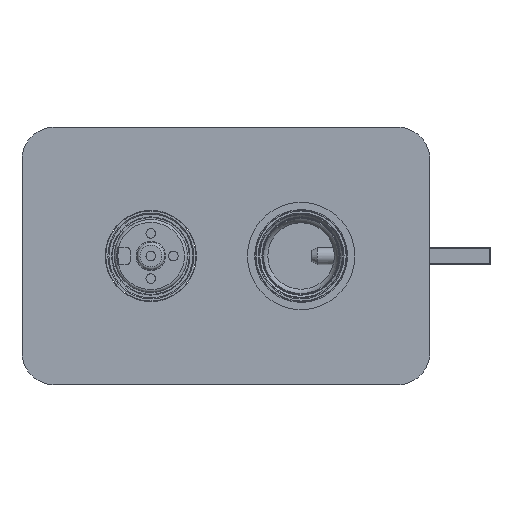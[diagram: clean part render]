
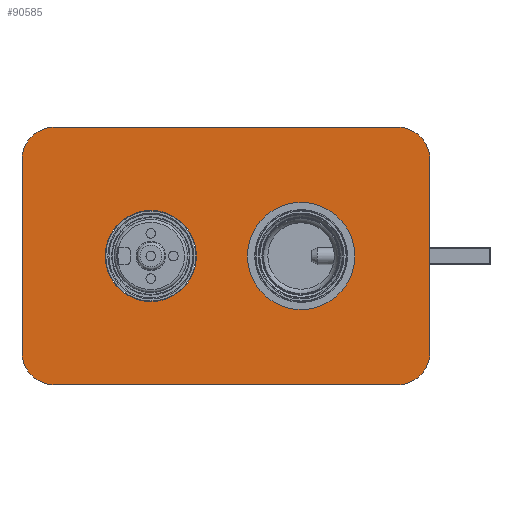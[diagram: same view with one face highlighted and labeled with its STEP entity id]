
A CAD part, left-side view. The second image highlights one B-rep face of the part: STEP entity #90585.
In plain terms, the highlighted planar face has unit normal (-1, 0, 0).
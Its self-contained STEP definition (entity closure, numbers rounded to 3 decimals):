
#671 = EDGE_CURVE ( 'NONE', #41831, #85953, #63111, .T. ) ;
#1468 = CIRCLE ( 'NONE', #107741, 21.25 ) ;
#1976 = DIRECTION ( 'NONE',  ( 0., 0., 1. ) ) ;
#2486 = CARTESIAN_POINT ( 'NONE',  ( 18.5, -60., -60. ) ) ;
#3150 = PLANE ( 'NONE',  #105952 ) ;
#6863 = EDGE_CURVE ( 'NONE', #73033, #52236, #72883, .T. ) ;
#7043 = CARTESIAN_POINT ( 'NONE',  ( 18.5, -60., -45. ) ) ;
#7872 = CARTESIAN_POINT ( 'NONE',  ( 18.5, -45., 60. ) ) ;
#11478 = CIRCLE ( 'NONE', #119667, 25. ) ;
#15354 = DIRECTION ( 'NONE',  ( -1., 0., 0. ) ) ;
#16667 = CARTESIAN_POINT ( 'NONE',  ( 18.5, 130., -60. ) ) ;
#17137 = VECTOR ( 'NONE', #110852, 1000. ) ;
#19528 = DIRECTION ( 'NONE',  ( -1., 0., 0. ) ) ;
#20032 = DIRECTION ( 'NONE',  ( 0., 0., 1. ) ) ;
#20247 = ORIENTED_EDGE ( 'NONE', *, *, #24196, .T. ) ;
#20706 = DIRECTION ( 'NONE',  ( 0., 0., 1. ) ) ;
#20711 = CARTESIAN_POINT ( 'NONE',  ( 18.5, 70., 0. ) ) ;
#21314 = FACE_BOUND ( 'NONE', #105452, .T. ) ;
#22280 = CARTESIAN_POINT ( 'NONE',  ( 18.5, 70., 0. ) ) ;
#22355 = DIRECTION ( 'NONE',  ( -1., 0., 0. ) ) ;
#24196 = EDGE_CURVE ( 'NONE', #85953, #71044, #55344, .T. ) ;
#24802 = VERTEX_POINT ( 'NONE', #33885 ) ;
#26209 = DIRECTION ( 'NONE',  ( 0., 0., 1. ) ) ;
#26929 = DIRECTION ( 'NONE',  ( 0., 0., 1. ) ) ;
#28676 = CARTESIAN_POINT ( 'NONE',  ( 18.5, 130., 45. ) ) ;
#28722 = CARTESIAN_POINT ( 'NONE',  ( 18.5, 130., 60. ) ) ;
#29842 = VERTEX_POINT ( 'NONE', #7043 ) ;
#31008 = ORIENTED_EDGE ( 'NONE', *, *, #90536, .T. ) ;
#31098 = AXIS2_PLACEMENT_3D ( 'NONE', #66519, #22355, #97358 ) ;
#32007 = EDGE_CURVE ( 'NONE', #29842, #62617, #46671, .T. ) ;
#33406 = CIRCLE ( 'NONE', #56612, 15. ) ;
#33885 = CARTESIAN_POINT ( 'NONE',  ( 18.5, 70., 21.25 ) ) ;
#36969 = CARTESIAN_POINT ( 'NONE',  ( 18.5, -45., -60. ) ) ;
#41831 = VERTEX_POINT ( 'NONE', #90190 ) ;
#42071 = EDGE_CURVE ( 'NONE', #71044, #73033, #50433, .T. ) ;
#45893 = ORIENTED_EDGE ( 'NONE', *, *, #6863, .T. ) ;
#46671 = LINE ( 'NONE', #2486, #47431 ) ;
#47431 = VECTOR ( 'NONE', #20032, 1000. ) ;
#48334 = DIRECTION ( 'NONE',  ( -1., 0., 0. ) ) ;
#49721 = DIRECTION ( 'NONE',  ( -1., 0., 0. ) ) ;
#50027 = EDGE_CURVE ( 'NONE', #62617, #76259, #104241, .T. ) ;
#50433 = CIRCLE ( 'NONE', #31098, 15. ) ;
#52236 = VERTEX_POINT ( 'NONE', #36969 ) ;
#54075 = AXIS2_PLACEMENT_3D ( 'NONE', #81957, #90443, #26929 ) ;
#55344 = LINE ( 'NONE', #28722, #77356 ) ;
#56612 = AXIS2_PLACEMENT_3D ( 'NONE', #61296, #15354, #26209 ) ;
#57522 = EDGE_LOOP ( 'NONE', ( #101052 ) ) ;
#58579 = EDGE_CURVE ( 'NONE', #24802, #24802, #1468, .T. ) ;
#59759 = CARTESIAN_POINT ( 'NONE',  ( 18.5, 115., -60. ) ) ;
#60602 = ORIENTED_EDGE ( 'NONE', *, *, #50027, .T. ) ;
#61296 = CARTESIAN_POINT ( 'NONE',  ( 18.5, -45., -45. ) ) ;
#61491 = ORIENTED_EDGE ( 'NONE', *, *, #66506, .T. ) ;
#62617 = VERTEX_POINT ( 'NONE', #99310 ) ;
#63111 = CIRCLE ( 'NONE', #113309, 15. ) ;
#64848 = FACE_OUTER_BOUND ( 'NONE', #105864, .T. ) ;
#66506 = EDGE_CURVE ( 'NONE', #52236, #29842, #33406, .T. ) ;
#66519 = CARTESIAN_POINT ( 'NONE',  ( 18.5, 115., -45. ) ) ;
#67518 = CARTESIAN_POINT ( 'NONE',  ( 18.5, 0., 0. ) ) ;
#67838 = FACE_BOUND ( 'NONE', #57522, .T. ) ;
#71044 = VERTEX_POINT ( 'NONE', #96838 ) ;
#72883 = LINE ( 'NONE', #16667, #83327 ) ;
#73033 = VERTEX_POINT ( 'NONE', #59759 ) ;
#74084 = DIRECTION ( 'NONE',  ( 0., 0., -1. ) ) ;
#74535 = CARTESIAN_POINT ( 'NONE',  ( 18.5, -60., 60. ) ) ;
#75137 = CARTESIAN_POINT ( 'NONE',  ( 18.5, 115., 45. ) ) ;
#76259 = VERTEX_POINT ( 'NONE', #7872 ) ;
#77356 = VECTOR ( 'NONE', #74084, 1000. ) ;
#81957 = CARTESIAN_POINT ( 'NONE',  ( 18.5, -45., 45. ) ) ;
#83327 = VECTOR ( 'NONE', #109780, 1000. ) ;
#85200 = VERTEX_POINT ( 'NONE', #112422 ) ;
#85953 = VERTEX_POINT ( 'NONE', #28676 ) ;
#86665 = ORIENTED_EDGE ( 'NONE', *, *, #671, .T. ) ;
#90190 = CARTESIAN_POINT ( 'NONE',  ( 18.5, 115., 60. ) ) ;
#90443 = DIRECTION ( 'NONE',  ( -1., 0., 0. ) ) ;
#90536 = EDGE_CURVE ( 'NONE', #76259, #41831, #110255, .T. ) ;
#90585 = ADVANCED_FACE ( 'NONE', ( #64848, #67838, #21314 ), #3150, .T. ) ;
#94886 = DIRECTION ( 'NONE',  ( 0., 0., 1. ) ) ;
#95938 = DIRECTION ( 'NONE',  ( -1., 0., 0. ) ) ;
#96838 = CARTESIAN_POINT ( 'NONE',  ( 18.5, 130., -45. ) ) ;
#97358 = DIRECTION ( 'NONE',  ( 0., 0., 1. ) ) ;
#99310 = CARTESIAN_POINT ( 'NONE',  ( 18.5, -60., 45. ) ) ;
#101052 = ORIENTED_EDGE ( 'NONE', *, *, #58579, .F. ) ;
#103426 = ORIENTED_EDGE ( 'NONE', *, *, #32007, .T. ) ;
#103839 = DIRECTION ( 'NONE',  ( 0., 0., 1. ) ) ;
#104241 = CIRCLE ( 'NONE', #54075, 15. ) ;
#105285 = ORIENTED_EDGE ( 'NONE', *, *, #42071, .T. ) ;
#105452 = EDGE_LOOP ( 'NONE', ( #106130 ) ) ;
#105864 = EDGE_LOOP ( 'NONE', ( #45893, #61491, #103426, #60602, #31008, #86665, #20247, #105285 ) ) ;
#105952 = AXIS2_PLACEMENT_3D ( 'NONE', #20711, #49721, #1976 ) ;
#106130 = ORIENTED_EDGE ( 'NONE', *, *, #119300, .F. ) ;
#107741 = AXIS2_PLACEMENT_3D ( 'NONE', #22280, #48334, #94886 ) ;
#109780 = DIRECTION ( 'NONE',  ( 0., -1., 0. ) ) ;
#110255 = LINE ( 'NONE', #74535, #17137 ) ;
#110852 = DIRECTION ( 'NONE',  ( 0., 1., 0. ) ) ;
#112422 = CARTESIAN_POINT ( 'NONE',  ( 18.5, 0., 25. ) ) ;
#113309 = AXIS2_PLACEMENT_3D ( 'NONE', #75137, #19528, #20706 ) ;
#119300 = EDGE_CURVE ( 'NONE', #85200, #85200, #11478, .T. ) ;
#119667 = AXIS2_PLACEMENT_3D ( 'NONE', #67518, #95938, #103839 ) ;
